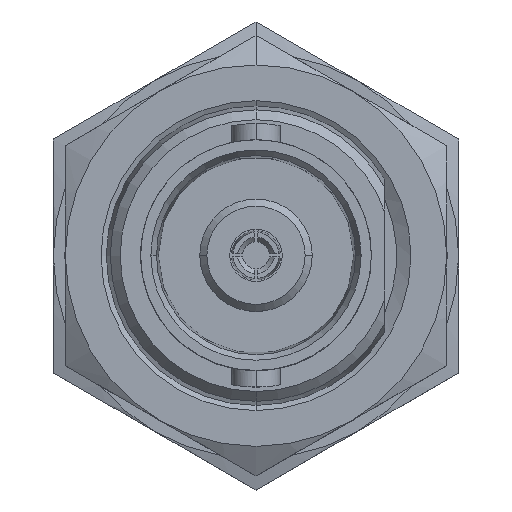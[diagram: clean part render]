
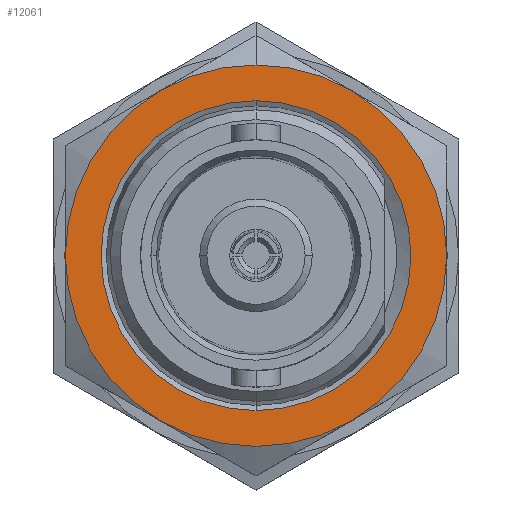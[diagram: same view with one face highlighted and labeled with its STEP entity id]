
A CAD part, top view. The second image highlights one B-rep face of the part: STEP entity #12061.
In plain terms, the highlighted planar face has unit normal (0, 0, 1).
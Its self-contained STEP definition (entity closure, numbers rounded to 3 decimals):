
#248 = ORIENTED_EDGE ( 'NONE', *, *, #7394, .T. ) ;
#280 = CARTESIAN_POINT ( 'NONE',  ( 0., 0., -12.6 ) ) ;
#374 = VERTEX_POINT ( 'NONE', #8293 ) ;
#403 = VERTEX_POINT ( 'NONE', #4527 ) ;
#562 = EDGE_CURVE ( 'NONE', #5250, #5702, #5756, .T. ) ;
#631 = EDGE_CURVE ( 'NONE', #11871, #10485, #12399, .T. ) ;
#805 = CARTESIAN_POINT ( 'NONE',  ( -4., 6.928, -12.6 ) ) ;
#1279 = DIRECTION ( 'NONE',  ( 0., 0., 1. ) ) ;
#1323 = EDGE_CURVE ( 'NONE', #3692, #5250, #10669, .T. ) ;
#1328 = ORIENTED_EDGE ( 'NONE', *, *, #562, .T. ) ;
#1474 = CARTESIAN_POINT ( 'NONE',  ( 0., 0., -12.6 ) ) ;
#1951 = CIRCLE ( 'NONE', #2382, 6.5 ) ;
#2244 = CARTESIAN_POINT ( 'NONE',  ( 0., 0., -12.6 ) ) ;
#2382 = AXIS2_PLACEMENT_3D ( 'NONE', #10887, #4983, #11889 ) ;
#2480 = DIRECTION ( 'NONE',  ( 0., -1., 0. ) ) ;
#2839 = CARTESIAN_POINT ( 'NONE',  ( 0., 0., -12.6 ) ) ;
#2868 = CIRCLE ( 'NONE', #3978, 8. ) ;
#2913 = DIRECTION ( 'NONE',  ( 0., 0., 1. ) ) ;
#3128 = CARTESIAN_POINT ( 'NONE',  ( 0., 0., -12.6 ) ) ;
#3270 = DIRECTION ( 'NONE',  ( 0., -1., 0. ) ) ;
#3456 = DIRECTION ( 'NONE',  ( 0., 0., 1. ) ) ;
#3692 = VERTEX_POINT ( 'NONE', #12805 ) ;
#3695 = DIRECTION ( 'NONE',  ( 0., -1., 0. ) ) ;
#3730 = DIRECTION ( 'NONE',  ( 0., 0., 1. ) ) ;
#3825 = VERTEX_POINT ( 'NONE', #8983 ) ;
#3855 = DIRECTION ( 'NONE',  ( 0., -1., 0. ) ) ;
#3978 = AXIS2_PLACEMENT_3D ( 'NONE', #8828, #2913, #9822 ) ;
#4101 = CARTESIAN_POINT ( 'NONE',  ( 4., 6.928, -12.6 ) ) ;
#4125 = DIRECTION ( 'NONE',  ( 0., -1., 0. ) ) ;
#4315 = ORIENTED_EDGE ( 'NONE', *, *, #4834, .T. ) ;
#4412 = CARTESIAN_POINT ( 'NONE',  ( 0., 8., -12.6 ) ) ;
#4527 = CARTESIAN_POINT ( 'NONE',  ( 0., -6.5, -12.6 ) ) ;
#4547 = FACE_BOUND ( 'NONE', #5393, .T. ) ;
#4834 = EDGE_CURVE ( 'NONE', #6913, #3825, #6673, .T. ) ;
#4983 = DIRECTION ( 'NONE',  ( 0., 0., 1. ) ) ;
#5034 = CARTESIAN_POINT ( 'NONE',  ( 0., 8., -12.6 ) ) ;
#5250 = VERTEX_POINT ( 'NONE', #7173 ) ;
#5393 = EDGE_LOOP ( 'NONE', ( #6894, #6615 ) ) ;
#5609 = DIRECTION ( 'NONE',  ( 0., -1., 0. ) ) ;
#5650 = EDGE_CURVE ( 'NONE', #403, #374, #1951, .T. ) ;
#5702 = VERTEX_POINT ( 'NONE', #4101 ) ;
#5756 = CIRCLE ( 'NONE', #8326, 8. ) ;
#6028 = DIRECTION ( 'NONE',  ( 0., 1., 0. ) ) ;
#6148 = ORIENTED_EDGE ( 'NONE', *, *, #1323, .T. ) ;
#6352 = AXIS2_PLACEMENT_3D ( 'NONE', #5034, #11940, #6028 ) ;
#6615 = ORIENTED_EDGE ( 'NONE', *, *, #10105, .F. ) ;
#6673 = CIRCLE ( 'NONE', #7260, 8. ) ;
#6894 = ORIENTED_EDGE ( 'NONE', *, *, #5650, .F. ) ;
#6913 = VERTEX_POINT ( 'NONE', #10693 ) ;
#7173 = CARTESIAN_POINT ( 'NONE',  ( 8., 0., -12.6 ) ) ;
#7206 = ORIENTED_EDGE ( 'NONE', *, *, #11866, .T. ) ;
#7260 = AXIS2_PLACEMENT_3D ( 'NONE', #1474, #8421, #2480 ) ;
#7394 = EDGE_CURVE ( 'NONE', #5702, #11871, #2868, .T. ) ;
#7946 = AXIS2_PLACEMENT_3D ( 'NONE', #2244, #9181, #3270 ) ;
#8293 = CARTESIAN_POINT ( 'NONE',  ( 0., 6.5, -12.6 ) ) ;
#8326 = AXIS2_PLACEMENT_3D ( 'NONE', #9448, #3730, #3695 ) ;
#8337 = ORIENTED_EDGE ( 'NONE', *, *, #631, .T. ) ;
#8421 = DIRECTION ( 'NONE',  ( 0., 0., 1. ) ) ;
#8828 = CARTESIAN_POINT ( 'NONE',  ( 0., 0., -12.6 ) ) ;
#8983 = CARTESIAN_POINT ( 'NONE',  ( -4., -6.928, -12.6 ) ) ;
#9181 = DIRECTION ( 'NONE',  ( 0., 0., 1. ) ) ;
#9269 = AXIS2_PLACEMENT_3D ( 'NONE', #2839, #9761, #3855 ) ;
#9378 = CARTESIAN_POINT ( 'NONE',  ( 0., 0., -12.6 ) ) ;
#9448 = CARTESIAN_POINT ( 'NONE',  ( 0., 0., -12.6 ) ) ;
#9761 = DIRECTION ( 'NONE',  ( 0., 0., 1. ) ) ;
#9816 = CIRCLE ( 'NONE', #10820, 8. ) ;
#9822 = DIRECTION ( 'NONE',  ( 0., -1., 0. ) ) ;
#10036 = DIRECTION ( 'NONE',  ( 0., 0., 1. ) ) ;
#10105 = EDGE_CURVE ( 'NONE', #374, #403, #11467, .T. ) ;
#10353 = ORIENTED_EDGE ( 'NONE', *, *, #10675, .T. ) ;
#10365 = DIRECTION ( 'NONE',  ( 0., -1., 0. ) ) ;
#10485 = VERTEX_POINT ( 'NONE', #805 ) ;
#10614 = CIRCLE ( 'NONE', #12614, 8. ) ;
#10669 = CIRCLE ( 'NONE', #9269, 8. ) ;
#10675 = EDGE_CURVE ( 'NONE', #3825, #3692, #10614, .T. ) ;
#10693 = CARTESIAN_POINT ( 'NONE',  ( -8., 0., -12.6 ) ) ;
#10701 = PLANE ( 'NONE',  #6352 ) ;
#10820 = AXIS2_PLACEMENT_3D ( 'NONE', #9378, #3456, #10365 ) ;
#10887 = CARTESIAN_POINT ( 'NONE',  ( 0., 0., -12.6 ) ) ;
#11467 = CIRCLE ( 'NONE', #7946, 6.5 ) ;
#11762 = EDGE_LOOP ( 'NONE', ( #6148, #1328, #248, #8337, #7206, #4315, #10353 ) ) ;
#11866 = EDGE_CURVE ( 'NONE', #10485, #6913, #9816, .T. ) ;
#11871 = VERTEX_POINT ( 'NONE', #4412 ) ;
#11889 = DIRECTION ( 'NONE',  ( 0., -1., 0. ) ) ;
#11940 = DIRECTION ( 'NONE',  ( 0., 0., -1. ) ) ;
#12061 = ADVANCED_FACE ( 'NONE', ( #4547, #12133 ), #10701, .F. ) ;
#12133 = FACE_OUTER_BOUND ( 'NONE', #11762, .T. ) ;
#12309 = AXIS2_PLACEMENT_3D ( 'NONE', #280, #1279, #5609 ) ;
#12399 = CIRCLE ( 'NONE', #12309, 8. ) ;
#12614 = AXIS2_PLACEMENT_3D ( 'NONE', #3128, #10036, #4125 ) ;
#12805 = CARTESIAN_POINT ( 'NONE',  ( 4., -6.928, -12.6 ) ) ;
